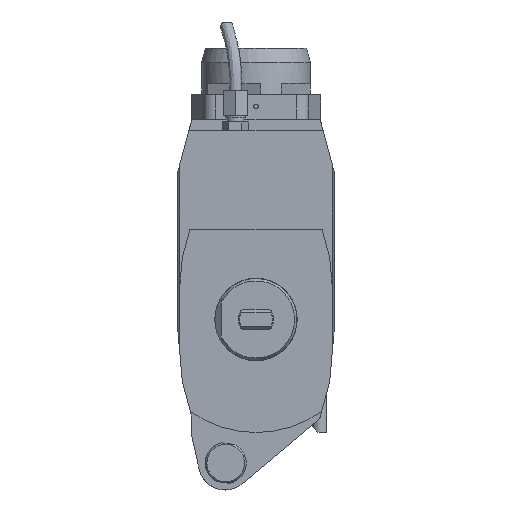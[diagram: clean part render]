
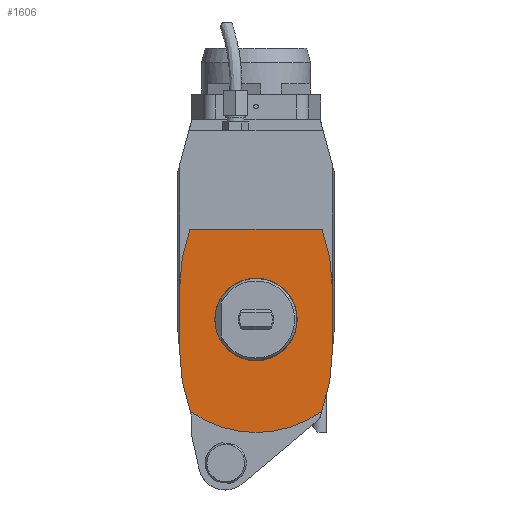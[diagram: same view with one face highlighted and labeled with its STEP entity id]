
A CAD part, front view. The second image highlights one B-rep face of the part: STEP entity #1606.
In plain terms, the highlighted planar face has unit normal (0, -1, 0).
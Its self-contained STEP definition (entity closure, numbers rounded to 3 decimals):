
#111 = VERTEX_POINT ( 'NONE', #20249 ) ;
#215 = CARTESIAN_POINT ( 'NONE',  ( -37., -100., -67.21 ) ) ;
#251 = ORIENTED_EDGE ( 'NONE', *, *, #5616, .F. ) ;
#539 = PLANE ( 'NONE',  #26458 ) ;
#621 = EDGE_CURVE ( 'NONE', #13953, #8167, #27787, .T. ) ;
#698 = CARTESIAN_POINT ( 'NONE',  ( 0., -100., -71.2 ) ) ;
#736 = EDGE_CURVE ( 'NONE', #25465, #8167, #4475, .T. ) ;
#788 = LINE ( 'NONE', #3119, #24520 ) ;
#1235 = DIRECTION ( 'NONE',  ( 0.259, 0., 0.966 ) ) ;
#1302 = DIRECTION ( 'NONE',  ( -0.259, 0., 0.966 ) ) ;
#1369 = DIRECTION ( 'NONE',  ( 0.087, 0., 0.996 ) ) ;
#1606 = ADVANCED_FACE ( 'Defeature completata2_280', ( #17888, #2735 ), #539, .F. ) ;
#1764 = ORIENTED_EDGE ( 'NONE', *, *, #7641, .F. ) ;
#2152 = EDGE_CURVE ( 'NONE', #21962, #13270, #27127, .T. ) ;
#2735 = FACE_OUTER_BOUND ( 'NONE', #17647, .T. ) ;
#2963 = DIRECTION ( 'NONE',  ( 0., 0., -1. ) ) ;
#3099 = DIRECTION ( 'NONE',  ( 0.259, 0., -0.966 ) ) ;
#3119 = CARTESIAN_POINT ( 'NONE',  ( 38.213, -100., -46.657 ) ) ;
#3251 = DIRECTION ( 'NONE',  ( 0.087, 0., -0.996 ) ) ;
#3775 = AXIS2_PLACEMENT_3D ( 'NONE', #16428, #27730, #25143 ) ;
#3884 = VERTEX_POINT ( 'NONE', #6599 ) ;
#3931 = LINE ( 'NONE', #25354, #8501 ) ;
#4094 = VERTEX_POINT ( 'NONE', #10456 ) ;
#4475 = LINE ( 'NONE', #19850, #20401 ) ;
#4683 = VECTOR ( 'NONE', #1369, 1000. ) ;
#4842 = CARTESIAN_POINT ( 'NONE',  ( 41.003, -100., -39.013 ) ) ;
#5283 = CARTESIAN_POINT ( 'NONE',  ( 37., -100., -50. ) ) ;
#5616 = EDGE_CURVE ( 'NONE', #15745, #21962, #10181, .T. ) ;
#6193 = ORIENTED_EDGE ( 'NONE', *, *, #10807, .T. ) ;
#6599 = CARTESIAN_POINT ( 'NONE',  ( 37., -100., -32.79 ) ) ;
#6660 = CARTESIAN_POINT ( 'NONE',  ( -35.867, -100., -19.845 ) ) ;
#7424 = VECTOR ( 'NONE', #1302, 1000. ) ;
#7461 = CIRCLE ( 'NONE', #3775, 20.059 ) ;
#7641 = EDGE_CURVE ( 'NONE', #13993, #10316, #28189, .T. ) ;
#8040 = CARTESIAN_POINT ( 'NONE',  ( 0., -100., -6. ) ) ;
#8167 = VERTEX_POINT ( 'NONE', #215 ) ;
#8324 = ORIENTED_EDGE ( 'NONE', *, *, #25818, .T. ) ;
#8484 = ORIENTED_EDGE ( 'NONE', *, *, #16219, .F. ) ;
#8501 = VECTOR ( 'NONE', #17052, 1000. ) ;
#8536 = VERTEX_POINT ( 'NONE', #6660 ) ;
#9263 = ORIENTED_EDGE ( 'NONE', *, *, #2152, .F. ) ;
#9529 = DIRECTION ( 'NONE',  ( 0., 1., 0. ) ) ;
#10181 = LINE ( 'NONE', #8040, #26075 ) ;
#10316 = VERTEX_POINT ( 'NONE', #18411 ) ;
#10456 = CARTESIAN_POINT ( 'NONE',  ( 0., -100., -29.941 ) ) ;
#10507 = CARTESIAN_POINT ( 'NONE',  ( -35.867, -100., -80.155 ) ) ;
#10807 = EDGE_CURVE ( 'NONE', #26735, #111, #16253, .T. ) ;
#11236 = DIRECTION ( 'NONE',  ( -0.087, 0., -0.996 ) ) ;
#11284 = DIRECTION ( 'NONE',  ( 0., 0., 1. ) ) ;
#11994 = CARTESIAN_POINT ( 'NONE',  ( -41.003, -100., -60.987 ) ) ;
#12228 = LINE ( 'NONE', #5283, #14116 ) ;
#12238 = CARTESIAN_POINT ( 'NONE',  ( 38.213, -100., -53.343 ) ) ;
#12306 = LINE ( 'NONE', #11994, #7424 ) ;
#12566 = CARTESIAN_POINT ( 'NONE',  ( -38.213, -100., -53.343 ) ) ;
#12852 = DIRECTION ( 'NONE',  ( 0., 0., -1. ) ) ;
#12853 = EDGE_CURVE ( 'NONE', #15745, #8536, #3931, .T. ) ;
#13182 = EDGE_CURVE ( 'NONE', #8536, #25465, #22120, .T. ) ;
#13270 = VERTEX_POINT ( 'NONE', #23965 ) ;
#13629 = ORIENTED_EDGE ( 'NONE', *, *, #20933, .F. ) ;
#13953 = VERTEX_POINT ( 'NONE', #10507 ) ;
#13993 = VERTEX_POINT ( 'NONE', #25731 ) ;
#14116 = VECTOR ( 'NONE', #2963, 1000. ) ;
#14958 = LINE ( 'NONE', #20970, #26835 ) ;
#15225 = VECTOR ( 'NONE', #11236, 1000. ) ;
#15691 = CARTESIAN_POINT ( 'NONE',  ( -38.213, -100., -46.657 ) ) ;
#15745 = VERTEX_POINT ( 'NONE', #23634 ) ;
#15948 = VECTOR ( 'NONE', #3099, 1000. ) ;
#16219 = EDGE_CURVE ( 'NONE', #3884, #111, #12228, .T. ) ;
#16253 = LINE ( 'NONE', #12238, #4683 ) ;
#16428 = CARTESIAN_POINT ( 'NONE',  ( 0., -100., -50. ) ) ;
#16631 = DIRECTION ( 'NONE',  ( 0., 1., 0. ) ) ;
#16901 = DIRECTION ( 'NONE',  ( -0.087, 0., 0.996 ) ) ;
#17052 = DIRECTION ( 'NONE',  ( -0.259, 0., -0.966 ) ) ;
#17647 = EDGE_LOOP ( 'NONE', ( #23796, #21894, #1764, #25833, #6193, #8484, #13629, #9263, #251, #17754, #26312, #21681 ) ) ;
#17754 = ORIENTED_EDGE ( 'NONE', *, *, #12853, .T. ) ;
#17888 = FACE_BOUND ( 'NONE', #22818, .T. ) ;
#18411 = CARTESIAN_POINT ( 'NONE',  ( -31.952, -100., -94.767 ) ) ;
#19058 = VECTOR ( 'NONE', #16901, 1000. ) ;
#19850 = CARTESIAN_POINT ( 'NONE',  ( -37., -100., -50. ) ) ;
#20249 = CARTESIAN_POINT ( 'NONE',  ( 37., -100., -67.21 ) ) ;
#20401 = VECTOR ( 'NONE', #12852, 1000. ) ;
#20933 = EDGE_CURVE ( 'NONE', #13270, #3884, #788, .T. ) ;
#20970 = CARTESIAN_POINT ( 'NONE',  ( 41.003, -100., -60.987 ) ) ;
#21140 = CARTESIAN_POINT ( 'NONE',  ( -37., -100., -32.79 ) ) ;
#21681 = ORIENTED_EDGE ( 'NONE', *, *, #736, .T. ) ;
#21894 = ORIENTED_EDGE ( 'NONE', *, *, #28086, .F. ) ;
#21962 = VERTEX_POINT ( 'NONE', #27912 ) ;
#22120 = LINE ( 'NONE', #15691, #15225 ) ;
#22176 = EDGE_CURVE ( 'NONE', #13993, #26735, #14958, .T. ) ;
#22626 = AXIS2_PLACEMENT_3D ( 'NONE', #27523, #16631, #27648 ) ;
#22818 = EDGE_LOOP ( 'NONE', ( #8324 ) ) ;
#23634 = CARTESIAN_POINT ( 'NONE',  ( -32.158, -100., -6. ) ) ;
#23796 = ORIENTED_EDGE ( 'NONE', *, *, #621, .F. ) ;
#23965 = CARTESIAN_POINT ( 'NONE',  ( 35.867, -100., -19.845 ) ) ;
#24520 = VECTOR ( 'NONE', #3251, 1000. ) ;
#25143 = DIRECTION ( 'NONE',  ( 0., 0., 1. ) ) ;
#25354 = CARTESIAN_POINT ( 'NONE',  ( -41.003, -100., -39.013 ) ) ;
#25465 = VERTEX_POINT ( 'NONE', #21140 ) ;
#25731 = CARTESIAN_POINT ( 'NONE',  ( 31.952, -100., -94.767 ) ) ;
#25818 = EDGE_CURVE ( 'NONE', #4094, #4094, #7461, .T. ) ;
#25833 = ORIENTED_EDGE ( 'NONE', *, *, #22176, .T. ) ;
#25857 = DIRECTION ( 'NONE',  ( 1., 0., 0. ) ) ;
#26075 = VECTOR ( 'NONE', #25857, 1000. ) ;
#26312 = ORIENTED_EDGE ( 'NONE', *, *, #13182, .T. ) ;
#26458 = AXIS2_PLACEMENT_3D ( 'NONE', #698, #9529, #11284 ) ;
#26735 = VERTEX_POINT ( 'NONE', #26851 ) ;
#26835 = VECTOR ( 'NONE', #1235, 1000. ) ;
#26851 = CARTESIAN_POINT ( 'NONE',  ( 35.867, -100., -80.155 ) ) ;
#27127 = LINE ( 'NONE', #4842, #15948 ) ;
#27523 = CARTESIAN_POINT ( 'NONE',  ( 0., -100., -50. ) ) ;
#27648 = DIRECTION ( 'NONE',  ( 0., 0., 1. ) ) ;
#27730 = DIRECTION ( 'NONE',  ( 0., 1., 0. ) ) ;
#27787 = LINE ( 'NONE', #12566, #19058 ) ;
#27912 = CARTESIAN_POINT ( 'NONE',  ( 32.158, -100., -6. ) ) ;
#28086 = EDGE_CURVE ( 'NONE', #10316, #13953, #12306, .T. ) ;
#28189 = CIRCLE ( 'NONE', #22626, 55. ) ;
